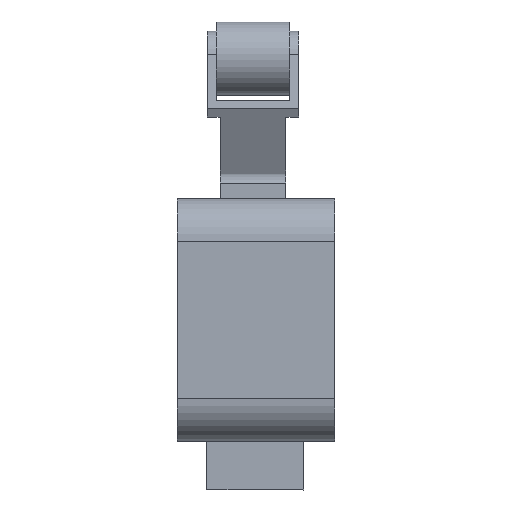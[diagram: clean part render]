
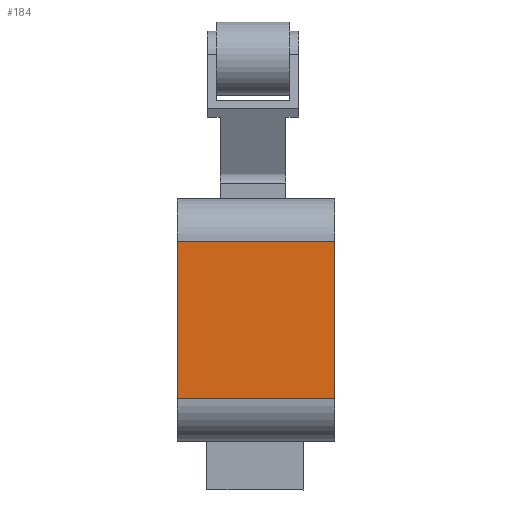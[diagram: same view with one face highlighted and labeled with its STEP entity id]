
A CAD part, front view. The second image highlights one B-rep face of the part: STEP entity #184.
In plain terms, the highlighted planar face has unit normal (0, -1, 0).
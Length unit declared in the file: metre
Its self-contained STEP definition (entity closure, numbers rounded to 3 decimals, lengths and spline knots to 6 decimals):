
#184 = ADVANCED_FACE( 'Body93', ( #398 ), #399, .F. );
#398 = FACE_OUTER_BOUND( '', #637, .T. );
#399 = PLANE( '', #638 );
#637 = EDGE_LOOP( '', ( #1134, #1135, #1136, #1137 ) );
#638 = AXIS2_PLACEMENT_3D( '', #1138, #1139, #1140 );
#1134 = ORIENTED_EDGE( '', *, *, #1610, .F. );
#1135 = ORIENTED_EDGE( '', *, *, #1611, .T. );
#1136 = ORIENTED_EDGE( '', *, *, #1563, .T. );
#1137 = ORIENTED_EDGE( '', *, *, #1612, .T. );
#1138 = CARTESIAN_POINT( '', ( 0.002025, -0.01532, 0.0191 ) );
#1139 = DIRECTION( '', ( 0., 1., 0. ) );
#1140 = DIRECTION( '', ( 0., 0., -1. ) );
#1563 = EDGE_CURVE( '', #1939, #1940, #1941, .T. );
#1610 = EDGE_CURVE( '', #1998, #1999, #2000, .T. );
#1611 = EDGE_CURVE( '', #1998, #1939, #2001, .T. );
#1612 = EDGE_CURVE( '', #1940, #1999, #2002, .T. );
#1939 = VERTEX_POINT( '', #2521 );
#1940 = VERTEX_POINT( '', #2522 );
#1941 = LINE( '', #2523, #2524 );
#1998 = VERTEX_POINT( '', #2606 );
#1999 = VERTEX_POINT( '', #2607 );
#2000 = LINE( '', #2608, #2609 );
#2001 = LINE( '', #2610, #2611 );
#2002 = LINE( '', #2612, #2613 );
#2521 = CARTESIAN_POINT( '', ( -0.008275, -0.01532, 0.0163 ) );
#2522 = CARTESIAN_POINT( '', ( -0.008275, -0.01532, 0.006 ) );
#2523 = CARTESIAN_POINT( '', ( -0.008275, -0.01532, 0.01115 ) );
#2524 = VECTOR( '', #2846, 1. );
#2606 = CARTESIAN_POINT( '', ( 0.002025, -0.01532, 0.0163 ) );
#2607 = CARTESIAN_POINT( '', ( 0.002025, -0.01532, 0.006 ) );
#2608 = CARTESIAN_POINT( '', ( 0.002025, -0.01532, 0.01115 ) );
#2609 = VECTOR( '', #2899, 1. );
#2610 = CARTESIAN_POINT( '', ( -0.003125, -0.01532, 0.0163 ) );
#2611 = VECTOR( '', #2900, 1. );
#2612 = CARTESIAN_POINT( '', ( -0.003125, -0.01532, 0.006 ) );
#2613 = VECTOR( '', #2901, 1. );
#2846 = DIRECTION( '', ( 0., 0., -1. ) );
#2899 = DIRECTION( '', ( 0., 0., -1. ) );
#2900 = DIRECTION( '', ( -1., 0., 0. ) );
#2901 = DIRECTION( '', ( 1., 0., 0. ) );
